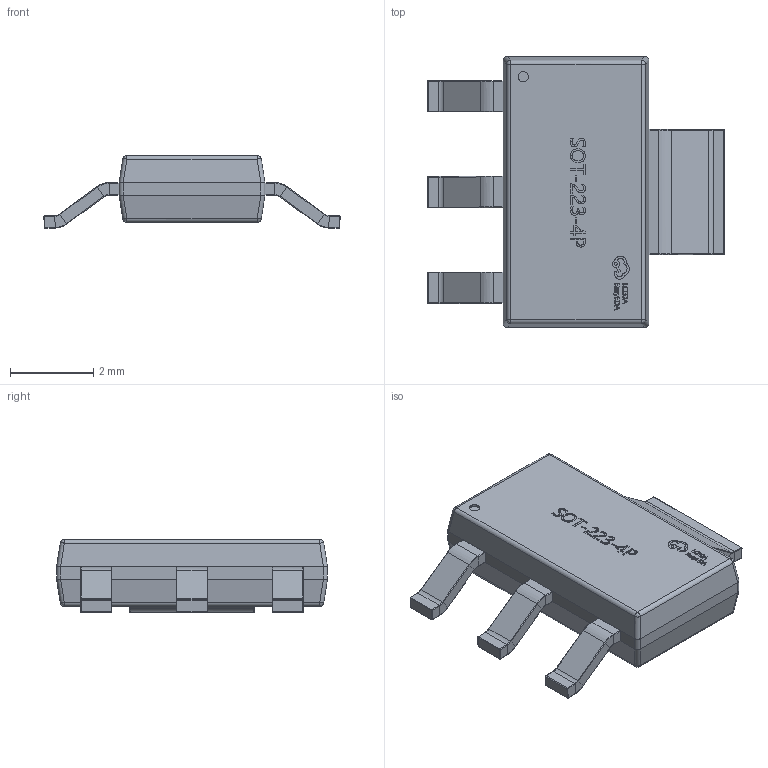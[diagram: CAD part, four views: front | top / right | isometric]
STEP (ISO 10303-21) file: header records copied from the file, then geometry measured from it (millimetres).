
FILE_DESCRIPTION(('Open CASCADE Model'),'2;1');
FILE_NAME('Open CASCADE Shape Model','2025-10-16T17:04:45',('Author'),( 'Open CASCADE'),'Open CASCADE STEP processor 7.9','Open CASCADE 7.9' ,'Unknown');
FILE_SCHEMA(('AUTOMOTIVE_DESIGN { 1 0 10303 214 1 1 1 1 }'));
Length unit declared in the file: millimetre
Products named in the file (1): COMPOUND
Bounding box: 7.11 x 6.5 x 1.75 mm (x, y, z)
Volume: 38.3 mm3; surface area: 101.7 mm2
Topology: 18 solids, 18 shells, 664 faces, 1629 edges, 1014 vertices
Faces by surface type: bspline 664
Entity records: 27178 total; most frequent: CARTESIAN_POINT 12557, ORIENTED_EDGE 3242, EDGE_CURVE 1621, B_SPLINE_CURVE_WITH_KNOTS 1357, VERTEX_POINT 1014, FACE_BOUND 697, EDGE_LOOP 697, PRESENTATION_STYLE_ASSIGNMENT 682
